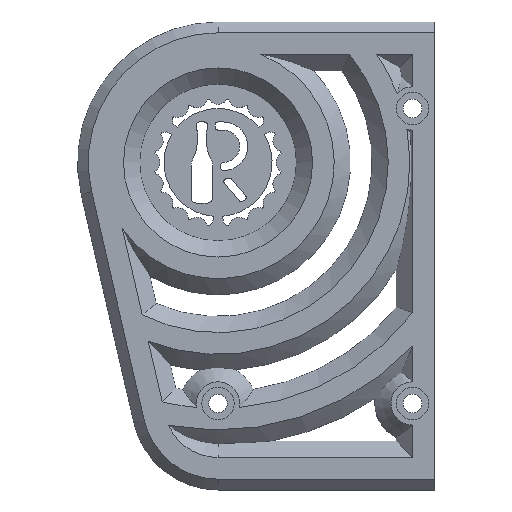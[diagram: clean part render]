
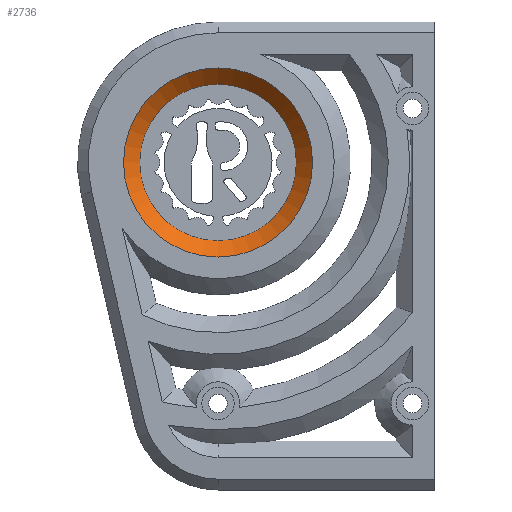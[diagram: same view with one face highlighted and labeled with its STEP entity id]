
A CAD part, top view. The second image highlights one B-rep face of the part: STEP entity #2736.
In plain terms, the highlighted conical face has half-angle 45 degrees and reference radius 16 mm.
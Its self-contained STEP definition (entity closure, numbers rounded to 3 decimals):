
#50=CONICAL_SURFACE('',#3043,16.,0.785);
#209=FACE_OUTER_BOUND('',#377,.T.);
#377=EDGE_LOOP('',(#2167,#2168,#2169,#2170));
#582=LINE('',#4707,#782);
#782=VECTOR('',#3723,16.);
#917=CIRCLE('',#2928,14.5);
#996=CIRCLE('',#3031,17.5);
#1151=VERTEX_POINT('',#4338);
#1255=VERTEX_POINT('',#4669);
#1461=EDGE_CURVE('',#1151,#1151,#917,.T.);
#1592=EDGE_CURVE('',#1255,#1255,#996,.T.);
#1603=EDGE_CURVE('',#1255,#1151,#582,.T.);
#2167=ORIENTED_EDGE('',*,*,#1592,.F.);
#2168=ORIENTED_EDGE('',*,*,#1603,.T.);
#2169=ORIENTED_EDGE('',*,*,#1461,.T.);
#2170=ORIENTED_EDGE('',*,*,#1603,.F.);
#2736=ADVANCED_FACE('',(#209),#50,.F.);
#2928=AXIS2_PLACEMENT_3D('',#4339,#3454,#3455);
#3031=AXIS2_PLACEMENT_3D('',#4670,#3693,#3694);
#3043=AXIS2_PLACEMENT_3D('',#4706,#3721,#3722);
#3454=DIRECTION('center_axis',(0.,0.,-1.));
#3455=DIRECTION('ref_axis',(-1.,0.,0.));
#3693=DIRECTION('center_axis',(0.,0.,-1.));
#3694=DIRECTION('ref_axis',(1.,0.,0.));
#3721=DIRECTION('center_axis',(0.,0.,1.));
#3722=DIRECTION('ref_axis',(-1.,0.,0.));
#3723=DIRECTION('',(-0.707,0.,-0.707));
#4338=CARTESIAN_POINT('',(9.5,17.3,2.));
#4339=CARTESIAN_POINT('Origin',(-5.,17.3,2.));
#4669=CARTESIAN_POINT('',(12.5,17.3,5.));
#4670=CARTESIAN_POINT('Origin',(-5.,17.3,5.));
#4706=CARTESIAN_POINT('Origin',(-5.,17.3,3.5));
#4707=CARTESIAN_POINT('',(11.,17.3,3.5));
